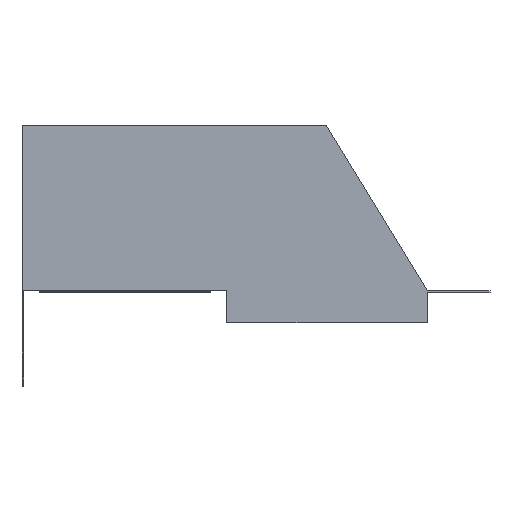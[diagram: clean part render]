
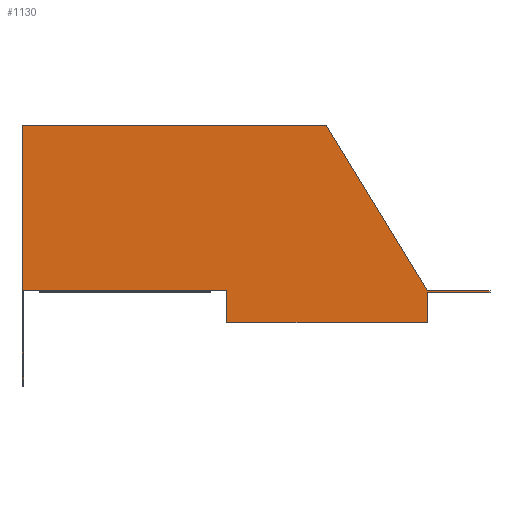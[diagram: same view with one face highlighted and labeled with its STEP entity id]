
A CAD part, top view. The second image highlights one B-rep face of the part: STEP entity #1130.
In plain terms, the highlighted planar face has unit normal (0, 0, 1).
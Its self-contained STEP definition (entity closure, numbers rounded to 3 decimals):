
#6 = EDGE_CURVE ( 'NONE', #1082, #176, #942, .T. ) ;
#9 = EDGE_CURVE ( 'NONE', #262, #1076, #947, .T. ) ;
#71 = LINE ( 'NONE', #1543, #75 ) ;
#75 = VECTOR ( 'NONE', #1542, 1000. ) ;
#95 = LINE ( 'NONE', #1856, #97 ) ;
#97 = VECTOR ( 'NONE', #1855, 1000. ) ;
#111 = LINE ( 'NONE', #1809, #114 ) ;
#113 = LINE ( 'NONE', #1823, #128 ) ;
#114 = VECTOR ( 'NONE', #1807, 1000. ) ;
#123 = LINE ( 'NONE', #1793, #126 ) ;
#126 = VECTOR ( 'NONE', #1790, 1000. ) ;
#128 = VECTOR ( 'NONE', #1789, 1000. ) ;
#129 = LINE ( 'NONE', #1791, #134 ) ;
#134 = VECTOR ( 'NONE', #1781, 1000. ) ;
#146 = ORIENTED_EDGE ( 'NONE', *, *, #837, .F. ) ;
#152 = ORIENTED_EDGE ( 'NONE', *, *, #828, .T. ) ;
#165 = VERTEX_POINT ( 'NONE', #1834 ) ;
#172 = VERTEX_POINT ( 'NONE', #1822 ) ;
#175 = VERTEX_POINT ( 'NONE', #1824 ) ;
#176 = VERTEX_POINT ( 'NONE', #1799 ) ;
#184 = VERTEX_POINT ( 'NONE', #1785 ) ;
#233 = VERTEX_POINT ( 'NONE', #1718 ) ;
#262 = VERTEX_POINT ( 'NONE', #1724 ) ;
#314 = AXIS2_PLACEMENT_3D ( 'NONE', #1428, #1376, #1348 ) ;
#384 = ORIENTED_EDGE ( 'NONE', *, *, #845, .F. ) ;
#393 = ORIENTED_EDGE ( 'NONE', *, *, #782, .F. ) ;
#423 = ORIENTED_EDGE ( 'NONE', *, *, #848, .F. ) ;
#432 = ORIENTED_EDGE ( 'NONE', *, *, #806, .T. ) ;
#433 = ORIENTED_EDGE ( 'NONE', *, *, #9, .T. ) ;
#437 = ORIENTED_EDGE ( 'NONE', *, *, #6, .F. ) ;
#455 = ORIENTED_EDGE ( 'NONE', *, *, #844, .F. ) ;
#461 = ORIENTED_EDGE ( 'NONE', *, *, #864, .F. ) ;
#464 = ORIENTED_EDGE ( 'NONE', *, *, #815, .F. ) ;
#465 = ORIENTED_EDGE ( 'NONE', *, *, #855, .F. ) ;
#485 = ORIENTED_EDGE ( 'NONE', *, *, #787, .F. ) ;
#510 = ORIENTED_EDGE ( 'NONE', *, *, #863, .F. ) ;
#588 = FACE_OUTER_BOUND ( 'NONE', #921, .T. ) ;
#694 = LINE ( 'NONE', #1691, #696 ) ;
#696 = VECTOR ( 'NONE', #1700, 1000. ) ;
#697 = LINE ( 'NONE', #1684, #702 ) ;
#702 = VECTOR ( 'NONE', #1598, 1000. ) ;
#727 = LINE ( 'NONE', #1581, #729 ) ;
#729 = VECTOR ( 'NONE', #1564, 1000. ) ;
#782 = EDGE_CURVE ( 'NONE', #184, #175, #694, .T. ) ;
#787 = EDGE_CURVE ( 'NONE', #1038, #184, #697, .T. ) ;
#806 = EDGE_CURVE ( 'NONE', #1069, #165, #727, .T. ) ;
#815 = EDGE_CURVE ( 'NONE', #1052, #1076, #71, .T. ) ;
#828 = EDGE_CURVE ( 'NONE', #1038, #172, #95, .T. ) ;
#837 = EDGE_CURVE ( 'NONE', #262, #172, #111, .T. ) ;
#844 = EDGE_CURVE ( 'NONE', #1069, #1049, #123, .T. ) ;
#845 = EDGE_CURVE ( 'NONE', #1049, #233, #113, .T. ) ;
#848 = EDGE_CURVE ( 'NONE', #233, #1052, #129, .T. ) ;
#855 = EDGE_CURVE ( 'NONE', #175, #1082, #962, .T. ) ;
#863 = EDGE_CURVE ( 'NONE', #1061, #165, #980, .T. ) ;
#864 = EDGE_CURVE ( 'NONE', #176, #1061, #981, .T. ) ;
#921 = EDGE_LOOP ( 'NONE', ( #455, #432, #510, #461, #437, #465, #393, #485, #152, #146, #433, #464, #423, #384 ) ) ;
#942 = LINE ( 'NONE', #1616, #946 ) ;
#946 = VECTOR ( 'NONE', #1620, 1000. ) ;
#947 = LINE ( 'NONE', #1611, #951 ) ;
#951 = VECTOR ( 'NONE', #1612, 1000. ) ;
#962 = LINE ( 'NONE', #1765, #966 ) ;
#966 = VECTOR ( 'NONE', #1763, 1000. ) ;
#980 = LINE ( 'NONE', #1753, #982 ) ;
#981 = LINE ( 'NONE', #1743, #984 ) ;
#982 = VECTOR ( 'NONE', #1756, 1000. ) ;
#984 = VECTOR ( 'NONE', #1741, 1000. ) ;
#1038 = VERTEX_POINT ( 'NONE', #1297 ) ;
#1049 = VERTEX_POINT ( 'NONE', #1199 ) ;
#1052 = VERTEX_POINT ( 'NONE', #1229 ) ;
#1061 = VERTEX_POINT ( 'NONE', #1206 ) ;
#1069 = VERTEX_POINT ( 'NONE', #1215 ) ;
#1076 = VERTEX_POINT ( 'NONE', #1200 ) ;
#1082 = VERTEX_POINT ( 'NONE', #1381 ) ;
#1130 = ADVANCED_FACE ( 'NONE', ( #588 ), #1362, .F. ) ;
#1199 = CARTESIAN_POINT ( 'NONE',  ( 203.862, 32., 0. ) ) ;
#1200 = CARTESIAN_POINT ( 'NONE',  ( 95., 48.2, 0. ) ) ;
#1206 = CARTESIAN_POINT ( 'NONE',  ( 235.362, 48., 0. ) ) ;
#1215 = CARTESIAN_POINT ( 'NONE',  ( 203.862, 47.2, 0. ) ) ;
#1229 = CARTESIAN_POINT ( 'NONE',  ( 103., 48.2, 0. ) ) ;
#1297 = CARTESIAN_POINT ( 'NONE',  ( 0.8, 0., 0. ) ) ;
#1348 = DIRECTION ( 'NONE',  ( -1., 0., 0. ) ) ;
#1362 = PLANE ( 'NONE',  #314 ) ;
#1376 = DIRECTION ( 'NONE',  ( 0., 0., -1. ) ) ;
#1381 = CARTESIAN_POINT ( 'NONE',  ( 153., 131., 0. ) ) ;
#1428 = CARTESIAN_POINT ( 'NONE',  ( 0., 0., 0. ) ) ;
#1542 = DIRECTION ( 'NONE',  ( -1., 0., 0. ) ) ;
#1543 = CARTESIAN_POINT ( 'NONE',  ( 0., 48.2, 0. ) ) ;
#1564 = DIRECTION ( 'NONE',  ( 1., 0., 0. ) ) ;
#1581 = CARTESIAN_POINT ( 'NONE',  ( 203.862, 47.2, 0. ) ) ;
#1598 = DIRECTION ( 'NONE',  ( -1., 0., 0. ) ) ;
#1611 = CARTESIAN_POINT ( 'NONE',  ( 0., 48.2, 0. ) ) ;
#1612 = DIRECTION ( 'NONE',  ( 1., 0., 0. ) ) ;
#1616 = CARTESIAN_POINT ( 'NONE',  ( 153., 131., 0. ) ) ;
#1620 = DIRECTION ( 'NONE',  ( 0.522, -0.853, 0. ) ) ;
#1684 = CARTESIAN_POINT ( 'NONE',  ( 0.8, 0., 0. ) ) ;
#1691 = CARTESIAN_POINT ( 'NONE',  ( 0., 0., 0. ) ) ;
#1700 = DIRECTION ( 'NONE',  ( 0., 1., 0. ) ) ;
#1718 = CARTESIAN_POINT ( 'NONE',  ( 103., 32., 0. ) ) ;
#1724 = CARTESIAN_POINT ( 'NONE',  ( 8.8, 48.2, 0. ) ) ;
#1741 = DIRECTION ( 'NONE',  ( 1., 0., 0. ) ) ;
#1743 = CARTESIAN_POINT ( 'NONE',  ( 203.862, 48., 0. ) ) ;
#1753 = CARTESIAN_POINT ( 'NONE',  ( 235.362, 48., 0. ) ) ;
#1756 = DIRECTION ( 'NONE',  ( 0., -1., 0. ) ) ;
#1763 = DIRECTION ( 'NONE',  ( 1., 0., 0. ) ) ;
#1765 = CARTESIAN_POINT ( 'NONE',  ( 0., 131., 0. ) ) ;
#1781 = DIRECTION ( 'NONE',  ( 0., 1., 0. ) ) ;
#1785 = CARTESIAN_POINT ( 'NONE',  ( 0., 0., 0. ) ) ;
#1789 = DIRECTION ( 'NONE',  ( -1., 0., 0. ) ) ;
#1790 = DIRECTION ( 'NONE',  ( 0., -1., 0. ) ) ;
#1791 = CARTESIAN_POINT ( 'NONE',  ( 103., 48.2, 0. ) ) ;
#1793 = CARTESIAN_POINT ( 'NONE',  ( 203.862, 48., 0. ) ) ;
#1799 = CARTESIAN_POINT ( 'NONE',  ( 203.862, 48., 0. ) ) ;
#1807 = DIRECTION ( 'NONE',  ( -1., 0., 0. ) ) ;
#1809 = CARTESIAN_POINT ( 'NONE',  ( 0., 48.2, 0. ) ) ;
#1822 = CARTESIAN_POINT ( 'NONE',  ( 0.8, 48.2, 0. ) ) ;
#1823 = CARTESIAN_POINT ( 'NONE',  ( 103., 32., 0. ) ) ;
#1824 = CARTESIAN_POINT ( 'NONE',  ( 0., 131., 0. ) ) ;
#1834 = CARTESIAN_POINT ( 'NONE',  ( 235.362, 47.2, 0. ) ) ;
#1855 = DIRECTION ( 'NONE',  ( 0., 1., 0. ) ) ;
#1856 = CARTESIAN_POINT ( 'NONE',  ( 0.8, 0., 0. ) ) ;
